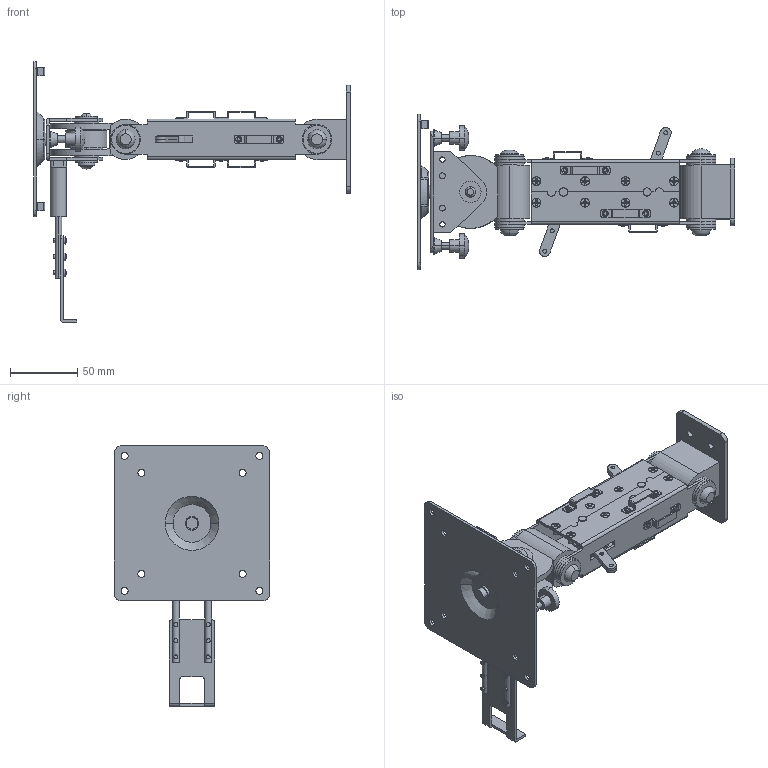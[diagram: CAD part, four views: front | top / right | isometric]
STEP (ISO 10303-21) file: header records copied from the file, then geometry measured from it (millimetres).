
FILE_DESCRIPTION (( 'STEP AP203' ), '1' );
FILE_NAME ('K-800-4.STEP', '2012-09-13T07:58:43', ( '11sw' ), ( 'タキゲン製造株式会社' ), 'SwSTEP 2.0', 'SolidWorks 2011', '' );
FILE_SCHEMA (( 'CONFIG_CONTROL_DESIGN' ));
Length unit declared in the file: millimetre
Products named in the file (18): K-800-4; 廫帤寠晅嶮偹偠M4_M4亊7; K-800-4僿僢僪忋壓僽儔働僢僩_; K-800-4僿僢僪夞揮僗僩僢僷乕_; 廫帤寠晅嶮偹偠M5_M5亊8; K-800-4儘僢僋儗僶乕僔儍僼僩_; 廫帤寠晅側傋偹偠M3_M3亊7; K-800-4ヘッドロックピンケース_; ヘッドノックツマミ_; K-800-4ヘッドブロックスプリング_; K-800-4働乕僽儖僋儔儞僾_; K-800-4儘僢僋儗僶乕嵍_; K-800-4儘僢僋儗僶乕塃_; K-800-4取付板_; K-800-4付け根ブロック_; K-800-4傾乕儉僇僶乕_; K-800-4僿僢僪僽儘僢僋_; K-800-4PC取付ブラケット_
Assembly tree (50 placements, depth 2):
  K-800-4
    廫帤寠晅嶮偹偠M4_M4亊7  x16
    廫帤寠晅側傋偹偠M3_M3亊7  x6
    K-800-4働乕僽儖僋儔儞僾_  x6
    K-800-4儘僢僋儗僶乕嵍_  x2
    廫帤寠晅嶮偹偠M5_M5亊8  x4
    ヘッドノックツマミ_
    K-800-4取付板_
    K-800-4付け根ブロック_
    K-800-4ヘッドブロックスプリング_
    K-800-4僿僢僪夞揮僗僩僢僷乕_  x2
    K-800-4傾乕儉僇僶乕_  x2
    K-800-4儘僢僋儗僶乕僔儍僼僩_  x2
    K-800-4儘僢僋儗僶乕塃_  x2
    K-800-4僿僢僪僽儘僢僋_
    K-800-4PC取付ブラケット_
    K-800-4僿僢僪忋壓僽儔働僢僩_
    K-800-4ヘッドロックピンケース_
Bounding box: 235.45 x 115 x 193.1 mm (x, y, z)
Volume: 221203.7 mm3; surface area: 159831.2 mm2
Topology: 52 solids, 55 shells, 1852 faces, 4546 edges, 2843 vertices
Faces by surface type: plane 876, cylinder 624, cone 310, sphere 22, torus 20
Entity records: 27076 total; most frequent: CARTESIAN_POINT 4521, DIRECTION 4455, ORIENTED_EDGE 3856, EDGE_CURVE 1928, AXIS2_PLACEMENT_3D 1742, VERTEX_POINT 1244, EDGE_LOOP 1000, VECTOR 971
